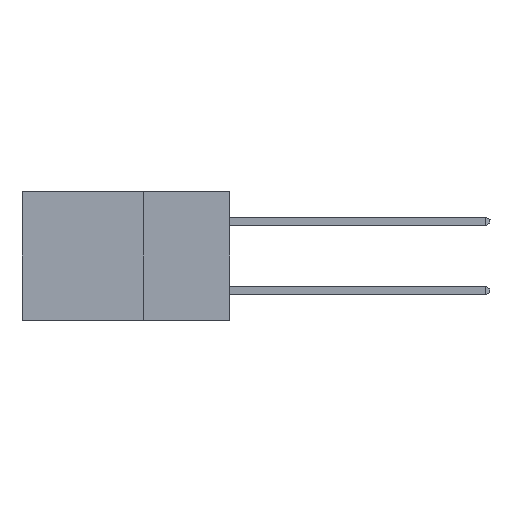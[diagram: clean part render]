
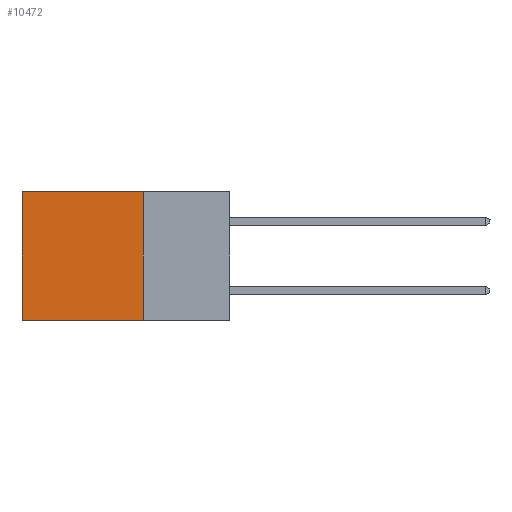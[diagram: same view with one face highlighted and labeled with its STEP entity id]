
A CAD part, left-side view. The second image highlights one B-rep face of the part: STEP entity #10472.
In plain terms, the highlighted planar face has unit normal (-1, 0, 0).
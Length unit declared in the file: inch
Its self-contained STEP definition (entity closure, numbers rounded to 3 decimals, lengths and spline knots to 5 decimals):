
#787 = PLANE ( 'NONE',  #13958 ) ;
#1448 = EDGE_LOOP ( 'NONE', ( #3350, #13509, #8727, #3346 ) ) ;
#1800 = EDGE_CURVE ( 'NONE', #13432, #16333, #14413, .T. ) ;
#2158 = EDGE_CURVE ( 'NONE', #16333, #17993, #16504, .T. ) ;
#2514 = CARTESIAN_POINT ( 'NONE',  ( 0.298, 0.6, 0. ) ) ;
#2725 = DIRECTION ( 'NONE',  ( 0., 0., -1. ) ) ;
#3346 = ORIENTED_EDGE ( 'NONE', *, *, #1800, .T. ) ;
#3350 = ORIENTED_EDGE ( 'NONE', *, *, #2158, .T. ) ;
#3551 = DIRECTION ( 'NONE',  ( 0., 0., -1. ) ) ;
#3769 = CARTESIAN_POINT ( 'NONE',  ( 0.298, 0.25, -0.37 ) ) ;
#4008 = DIRECTION ( 'NONE',  ( 0., 1., 0. ) ) ;
#4714 = VECTOR ( 'NONE', #2725, 39.37008 ) ;
#5288 = VECTOR ( 'NONE', #14684, 39.37008 ) ;
#5936 = CARTESIAN_POINT ( 'NONE',  ( 0.298, 0.25, 0. ) ) ;
#6032 = FACE_OUTER_BOUND ( 'NONE', #1448, .T. ) ;
#6878 = VECTOR ( 'NONE', #3551, 39.37008 ) ;
#8727 = ORIENTED_EDGE ( 'NONE', *, *, #19566, .F. ) ;
#10472 = ADVANCED_FACE ( 'NONE', ( #6032 ), #787, .F. ) ;
#11271 = DIRECTION ( 'NONE',  ( 0., 0., -1. ) ) ;
#12681 = VECTOR ( 'NONE', #4008, 39.37008 ) ;
#13110 = CARTESIAN_POINT ( 'NONE',  ( 0.298, 0.25, 0. ) ) ;
#13432 = VERTEX_POINT ( 'NONE', #13110 ) ;
#13509 = ORIENTED_EDGE ( 'NONE', *, *, #16265, .F. ) ;
#13785 = CARTESIAN_POINT ( 'NONE',  ( 0.298, 0.25, 0. ) ) ;
#13958 = AXIS2_PLACEMENT_3D ( 'NONE', #5936, #21588, #11271 ) ;
#14413 = LINE ( 'NONE', #16603, #5288 ) ;
#14684 = DIRECTION ( 'NONE',  ( 0., 1., 0. ) ) ;
#15669 = CARTESIAN_POINT ( 'NONE',  ( 0.298, 0.6, -0.37 ) ) ;
#16265 = EDGE_CURVE ( 'NONE', #21382, #17993, #19949, .T. ) ;
#16333 = VERTEX_POINT ( 'NONE', #21513 ) ;
#16504 = LINE ( 'NONE', #2514, #4714 ) ;
#16603 = CARTESIAN_POINT ( 'NONE',  ( 0.298, 0.25, 0. ) ) ;
#17713 = CARTESIAN_POINT ( 'NONE',  ( 0.298, 0.25, -0.37 ) ) ;
#17993 = VERTEX_POINT ( 'NONE', #15669 ) ;
#19566 = EDGE_CURVE ( 'NONE', #13432, #21382, #20328, .T. ) ;
#19949 = LINE ( 'NONE', #17713, #12681 ) ;
#20328 = LINE ( 'NONE', #13785, #6878 ) ;
#21382 = VERTEX_POINT ( 'NONE', #3769 ) ;
#21513 = CARTESIAN_POINT ( 'NONE',  ( 0.298, 0.6, 0. ) ) ;
#21588 = DIRECTION ( 'NONE',  ( 1., 0., 0. ) ) ;
